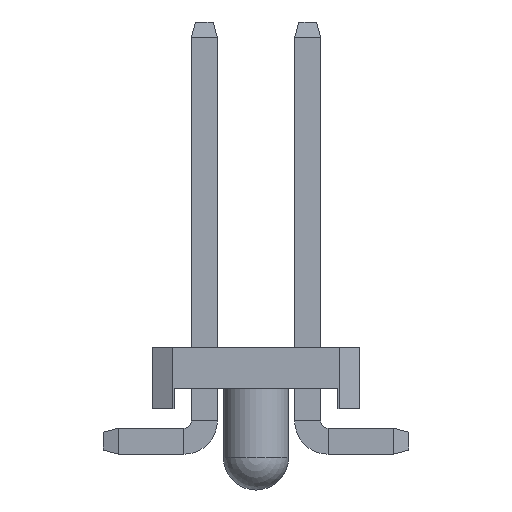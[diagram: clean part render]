
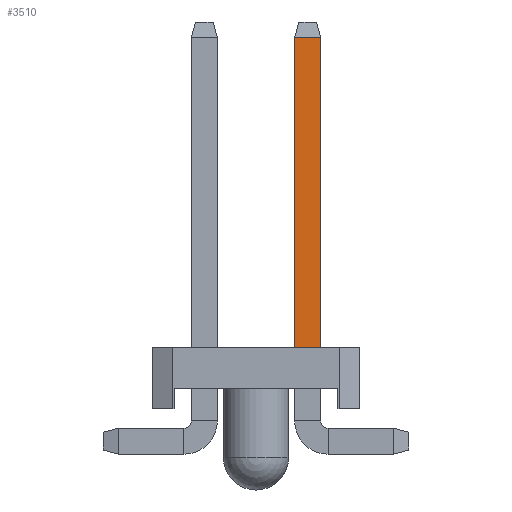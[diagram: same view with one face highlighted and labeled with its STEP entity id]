
A CAD part, left-side view. The second image highlights one B-rep face of the part: STEP entity #3510.
In plain terms, the highlighted planar face has unit normal (-1, 0, 0).
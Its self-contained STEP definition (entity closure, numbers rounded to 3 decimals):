
#274 = DIRECTION ( 'NONE',  ( 0., 0., -1. ) ) ;
#1388 = VECTOR ( 'NONE', #4477, 1000. ) ;
#1962 = EDGE_CURVE ( 'NONE', #2908, #7216, #12852, .T. ) ;
#2908 = VERTEX_POINT ( 'NONE', #5815 ) ;
#3510 = ADVANCED_FACE ( 'NONE', ( #9956 ), #14698, .F. ) ;
#4014 = CARTESIAN_POINT ( 'NONE',  ( -7.94, -1.59, 9.127 ) ) ;
#4195 = VECTOR ( 'NONE', #14103, 1000. ) ;
#4211 = CARTESIAN_POINT ( 'NONE',  ( -7.94, -0.95, 1.5 ) ) ;
#4477 = DIRECTION ( 'NONE',  ( 0., -1., 0. ) ) ;
#4950 = ORIENTED_EDGE ( 'NONE', *, *, #5336, .T. ) ;
#5162 = CARTESIAN_POINT ( 'NONE',  ( -7.94, -0.95, 9.5 ) ) ;
#5336 = EDGE_CURVE ( 'NONE', #7216, #7002, #5679, .T. ) ;
#5666 = CARTESIAN_POINT ( 'NONE',  ( -7.94, -1.59, 9.127 ) ) ;
#5679 = LINE ( 'NONE', #5991, #1388 ) ;
#5815 = CARTESIAN_POINT ( 'NONE',  ( -7.94, -0.95, 9.127 ) ) ;
#5991 = CARTESIAN_POINT ( 'NONE',  ( -7.94, -0.95, 1.5 ) ) ;
#6860 = VERTEX_POINT ( 'NONE', #4014 ) ;
#6861 = LINE ( 'NONE', #5666, #4195 ) ;
#7002 = VERTEX_POINT ( 'NONE', #11924 ) ;
#7216 = VERTEX_POINT ( 'NONE', #4211 ) ;
#7274 = EDGE_LOOP ( 'NONE', ( #9618, #4950, #13860, #14107 ) ) ;
#7296 = VECTOR ( 'NONE', #8934, 1000. ) ;
#7320 = CARTESIAN_POINT ( 'NONE',  ( -7.94, -1.59, 9.5 ) ) ;
#7384 = DIRECTION ( 'NONE',  ( 0., 0., -1. ) ) ;
#8402 = VECTOR ( 'NONE', #274, 1000. ) ;
#8934 = DIRECTION ( 'NONE',  ( 0., 0., -1. ) ) ;
#9618 = ORIENTED_EDGE ( 'NONE', *, *, #1962, .T. ) ;
#9956 = FACE_OUTER_BOUND ( 'NONE', #7274, .T. ) ;
#11628 = EDGE_CURVE ( 'NONE', #6860, #7002, #13424, .T. ) ;
#11924 = CARTESIAN_POINT ( 'NONE',  ( -7.94, -1.59, 1.5 ) ) ;
#12852 = LINE ( 'NONE', #5162, #7296 ) ;
#13424 = LINE ( 'NONE', #7320, #8402 ) ;
#13486 = DIRECTION ( 'NONE',  ( 1., 0., 0. ) ) ;
#13860 = ORIENTED_EDGE ( 'NONE', *, *, #11628, .F. ) ;
#14103 = DIRECTION ( 'NONE',  ( 0., -1., 0. ) ) ;
#14107 = ORIENTED_EDGE ( 'NONE', *, *, #15067, .F. ) ;
#14698 = PLANE ( 'NONE',  #15494 ) ;
#14868 = CARTESIAN_POINT ( 'NONE',  ( -7.94, -0.95, 9.5 ) ) ;
#15067 = EDGE_CURVE ( 'NONE', #2908, #6860, #6861, .T. ) ;
#15494 = AXIS2_PLACEMENT_3D ( 'NONE', #14868, #13486, #7384 ) ;
